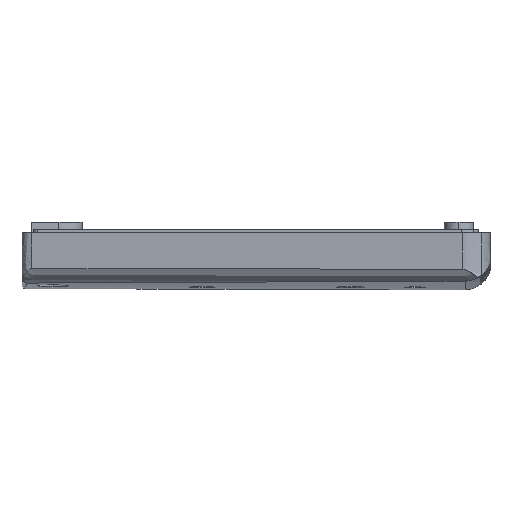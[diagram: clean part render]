
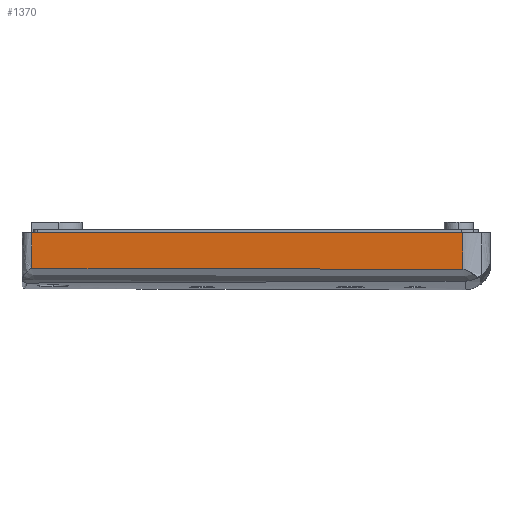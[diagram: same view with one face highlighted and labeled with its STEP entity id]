
A CAD part, left-side view. The second image highlights one B-rep face of the part: STEP entity #1370.
In plain terms, the highlighted free-form (B-spline) face has degree [1, 1] with [2, 2] control points.
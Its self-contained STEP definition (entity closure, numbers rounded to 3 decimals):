
#1335=(
BOUNDED_SURFACE()
B_SPLINE_SURFACE(1,1,((#1336,#1337),(#1338,#1339)),.UNSPECIFIED.,.F.,.F.,.F.)
B_SPLINE_SURFACE_WITH_KNOTS((2,2),(2,2),(0.000,1.000),(0.000,1.000),.UNSPECIFIED.)
GEOMETRIC_REPRESENTATION_ITEM()
RATIONAL_B_SPLINE_SURFACE(((1.,1.),(1.,1.)))
REPRESENTATION_ITEM('')
SURFACE()
);
#1336=CARTESIAN_POINT('',(-16.526,-42.375,5.5));
#1337=CARTESIAN_POINT('',(-16.526,-42.375,0.));
#1338=CARTESIAN_POINT('',(-14.5,-0.951,5.5));
#1339=CARTESIAN_POINT('',(-14.5,-0.951,0.));
#1340=CARTESIAN_POINT('',(-14.5,-0.951,5.5));
#1341=VERTEX_POINT('',#1340);
#1342=(
BOUNDED_CURVE()
B_SPLINE_CURVE(1,(#1343,#1344),.UNSPECIFIED.,.F.,.F.)
B_SPLINE_CURVE_WITH_KNOTS((2,2),(0.000,1.000),.UNSPECIFIED.)
CURVE()
GEOMETRIC_REPRESENTATION_ITEM()
RATIONAL_B_SPLINE_CURVE((1.,1.))
REPRESENTATION_ITEM('')
);
#1343=CARTESIAN_POINT('',(-14.5,-0.951,5.5));
#1344=CARTESIAN_POINT('',(-16.526,-42.375,5.5));
#1345=CARTESIAN_POINT('',(-16.526,-42.375,5.5));
#1346=VERTEX_POINT('',#1345);
#1347=EDGE_CURVE('',#1341,#1346,#1342,.T.);
#1348=ORIENTED_EDGE('',*,*,#1347,.T.);
#1349=(
BOUNDED_CURVE()
B_SPLINE_CURVE(1,(#1350,#1351),.UNSPECIFIED.,.F.,.F.)
B_SPLINE_CURVE_WITH_KNOTS((2,2),(0.000,1.000),.UNSPECIFIED.)
CURVE()
GEOMETRIC_REPRESENTATION_ITEM()
RATIONAL_B_SPLINE_CURVE((1.,1.))
REPRESENTATION_ITEM('')
);
#1350=CARTESIAN_POINT('',(-16.526,-42.375,5.5));
#1351=CARTESIAN_POINT('',(-16.526,-42.375,1.989));
#1352=CARTESIAN_POINT('',(-16.526,-42.375,1.989));
#1353=VERTEX_POINT('',#1352);
#1354=EDGE_CURVE('',#1346,#1353,#1349,.T.);
#1355=ORIENTED_EDGE('',*,*,#1354,.T.);
#1356=(
BOUNDED_CURVE()
B_SPLINE_CURVE(1,(#1357,#1358),.UNSPECIFIED.,.F.,.F.)
B_SPLINE_CURVE_WITH_KNOTS((2,2),(0.000,1.000),.UNSPECIFIED.)
CURVE()
GEOMETRIC_REPRESENTATION_ITEM()
RATIONAL_B_SPLINE_CURVE((1.,1.))
REPRESENTATION_ITEM('')
);
#1357=CARTESIAN_POINT('',(-16.526,-42.375,1.989));
#1358=CARTESIAN_POINT('',(-14.5,-0.951,2.062));
#1359=CARTESIAN_POINT('',(-14.5,-0.951,2.062));
#1360=VERTEX_POINT('',#1359);
#1361=EDGE_CURVE('',#1353,#1360,#1356,.T.);
#1362=ORIENTED_EDGE('',*,*,#1361,.T.);
#1363=(
BOUNDED_CURVE()
B_SPLINE_CURVE(1,(#1364,#1365),.UNSPECIFIED.,.F.,.F.)
B_SPLINE_CURVE_WITH_KNOTS((2,2),(0.000,1.000),.UNSPECIFIED.)
CURVE()
GEOMETRIC_REPRESENTATION_ITEM()
RATIONAL_B_SPLINE_CURVE((1.,1.))
REPRESENTATION_ITEM('')
);
#1364=CARTESIAN_POINT('',(-14.5,-0.951,2.062));
#1365=CARTESIAN_POINT('',(-14.5,-0.951,5.5));
#1366=EDGE_CURVE('',#1360,#1341,#1363,.T.);
#1367=ORIENTED_EDGE('',*,*,#1366,.T.);
#1368=EDGE_LOOP('',(#1348,#1355,#1362,#1367));
#1369=FACE_OUTER_BOUND('',#1368,.T.);
#1370=ADVANCED_FACE('',(#1369),#1335,.T.);
